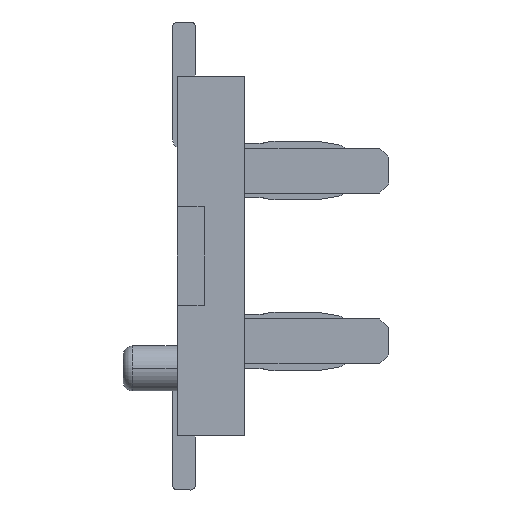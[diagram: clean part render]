
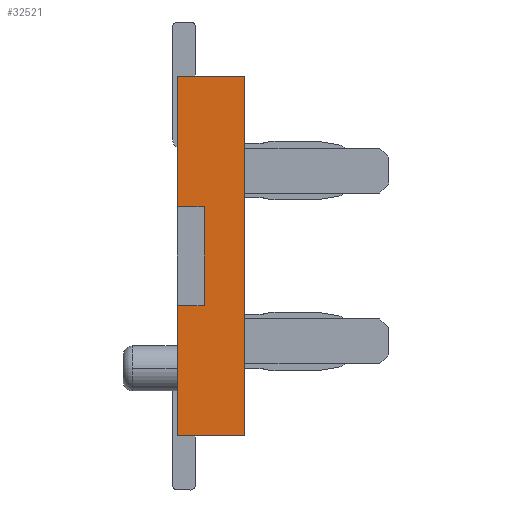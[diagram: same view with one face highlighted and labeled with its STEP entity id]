
A CAD part, front view. The second image highlights one B-rep face of the part: STEP entity #32521.
In plain terms, the highlighted face is planar.
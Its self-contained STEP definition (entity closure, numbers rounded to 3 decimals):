
#291 = CARTESIAN_POINT ( 'NONE',  ( 3.6, 2., -93.799 ) ) ;
#487 = EDGE_CURVE ( 'NONE', #12383, #33968, #19230, .T. ) ;
#2204 = ORIENTED_EDGE ( 'NONE', *, *, #5175, .T. ) ;
#2687 = CARTESIAN_POINT ( 'NONE',  ( 3.6, 2., 0.8 ) ) ;
#3152 = VERTEX_POINT ( 'NONE', #27401 ) ;
#3246 = DIRECTION ( 'NONE',  ( 0., 0., 1. ) ) ;
#4449 = CARTESIAN_POINT ( 'NONE',  ( 3.6, 0.55, -93.799 ) ) ;
#4718 = VERTEX_POINT ( 'NONE', #12572 ) ;
#5175 = EDGE_CURVE ( 'NONE', #12617, #6672, #9897, .T. ) ;
#6672 = VERTEX_POINT ( 'NONE', #24391 ) ;
#7597 = CARTESIAN_POINT ( 'NONE',  ( 3.6, -94.519, 0.05 ) ) ;
#7742 = LINE ( 'NONE', #19176, #17221 ) ;
#8476 = AXIS2_PLACEMENT_3D ( 'NONE', #25346, #36423, #36616 ) ;
#9183 = EDGE_CURVE ( 'NONE', #32402, #12383, #18375, .T. ) ;
#9897 = LINE ( 'NONE', #4449, #12451 ) ;
#10206 = CARTESIAN_POINT ( 'NONE',  ( 3.6, -2., 0.05 ) ) ;
#10218 = VECTOR ( 'NONE', #12385, 1000. ) ;
#10718 = ORIENTED_EDGE ( 'NONE', *, *, #12141, .F. ) ;
#10749 = FACE_OUTER_BOUND ( 'NONE', #21823, .T. ) ;
#12141 = EDGE_CURVE ( 'NONE', #13789, #4718, #23133, .T. ) ;
#12210 = CARTESIAN_POINT ( 'NONE',  ( 3.6, -2., 1. ) ) ;
#12383 = VERTEX_POINT ( 'NONE', #10206 ) ;
#12385 = DIRECTION ( 'NONE',  ( 0., 0., -1. ) ) ;
#12451 = VECTOR ( 'NONE', #21321, 1000. ) ;
#12572 = CARTESIAN_POINT ( 'NONE',  ( 3.6, 2., 0.05 ) ) ;
#12617 = VERTEX_POINT ( 'NONE', #25350 ) ;
#13281 = CARTESIAN_POINT ( 'NONE',  ( 3.6, -0.55, 0.05 ) ) ;
#13789 = VERTEX_POINT ( 'NONE', #2687 ) ;
#13805 = ORIENTED_EDGE ( 'NONE', *, *, #9183, .T. ) ;
#14101 = VECTOR ( 'NONE', #33483, 1000. ) ;
#14150 = DIRECTION ( 'NONE',  ( 0., 0., -1. ) ) ;
#14317 = ORIENTED_EDGE ( 'NONE', *, *, #27373, .F. ) ;
#15374 = LINE ( 'NONE', #32262, #28480 ) ;
#15658 = EDGE_CURVE ( 'NONE', #12617, #3152, #15374, .T. ) ;
#17221 = VECTOR ( 'NONE', #30615, 1000. ) ;
#17249 = VECTOR ( 'NONE', #29244, 1000. ) ;
#17309 = CARTESIAN_POINT ( 'NONE',  ( 3.6, -0.55, -93.799 ) ) ;
#17822 = DIRECTION ( 'NONE',  ( 0., -1., 0. ) ) ;
#17865 = ORIENTED_EDGE ( 'NONE', *, *, #18052, .T. ) ;
#18052 = EDGE_CURVE ( 'NONE', #33968, #3152, #25933, .T. ) ;
#18375 = LINE ( 'NONE', #12210, #10218 ) ;
#18970 = VECTOR ( 'NONE', #3246, 1000. ) ;
#19176 = CARTESIAN_POINT ( 'NONE',  ( 3.6, -94.519, 0.05 ) ) ;
#19230 = LINE ( 'NONE', #7597, #14101 ) ;
#21321 = DIRECTION ( 'NONE',  ( 0., 0., -1. ) ) ;
#21823 = EDGE_LOOP ( 'NONE', ( #10718, #14317, #13805, #23565, #17865, #26865, #2204, #32702 ) ) ;
#22161 = PLANE ( 'NONE',  #8476 ) ;
#23133 = LINE ( 'NONE', #291, #32149 ) ;
#23565 = ORIENTED_EDGE ( 'NONE', *, *, #487, .T. ) ;
#23596 = LINE ( 'NONE', #28876, #17249 ) ;
#24391 = CARTESIAN_POINT ( 'NONE',  ( 3.6, 0.55, 0.05 ) ) ;
#24421 = CARTESIAN_POINT ( 'NONE',  ( 3.6, -2., 0.8 ) ) ;
#25346 = CARTESIAN_POINT ( 'NONE',  ( 3.6, -94.519, -93.749 ) ) ;
#25350 = CARTESIAN_POINT ( 'NONE',  ( 3.6, 0.55, 0.35 ) ) ;
#25636 = EDGE_CURVE ( 'NONE', #6672, #4718, #7742, .T. ) ;
#25933 = LINE ( 'NONE', #17309, #18970 ) ;
#26865 = ORIENTED_EDGE ( 'NONE', *, *, #15658, .F. ) ;
#27373 = EDGE_CURVE ( 'NONE', #32402, #13789, #23596, .T. ) ;
#27401 = CARTESIAN_POINT ( 'NONE',  ( 3.6, -0.55, 0.35 ) ) ;
#28480 = VECTOR ( 'NONE', #17822, 1000. ) ;
#28876 = CARTESIAN_POINT ( 'NONE',  ( 3.6, -94.519, 0.8 ) ) ;
#29244 = DIRECTION ( 'NONE',  ( 0., 1., 0. ) ) ;
#30615 = DIRECTION ( 'NONE',  ( 0., 1., 0. ) ) ;
#32149 = VECTOR ( 'NONE', #14150, 1000. ) ;
#32262 = CARTESIAN_POINT ( 'NONE',  ( 3.6, -94.519, 0.35 ) ) ;
#32402 = VERTEX_POINT ( 'NONE', #24421 ) ;
#32521 = ADVANCED_FACE ( 'NONE', ( #10749 ), #22161, .F. ) ;
#32702 = ORIENTED_EDGE ( 'NONE', *, *, #25636, .T. ) ;
#33483 = DIRECTION ( 'NONE',  ( 0., 1., 0. ) ) ;
#33968 = VERTEX_POINT ( 'NONE', #13281 ) ;
#36423 = DIRECTION ( 'NONE',  ( -1., 0., 0. ) ) ;
#36616 = DIRECTION ( 'NONE',  ( 0., -1., 0. ) ) ;
